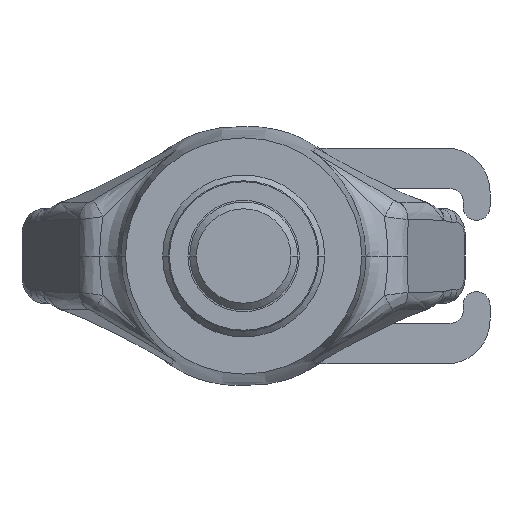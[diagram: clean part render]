
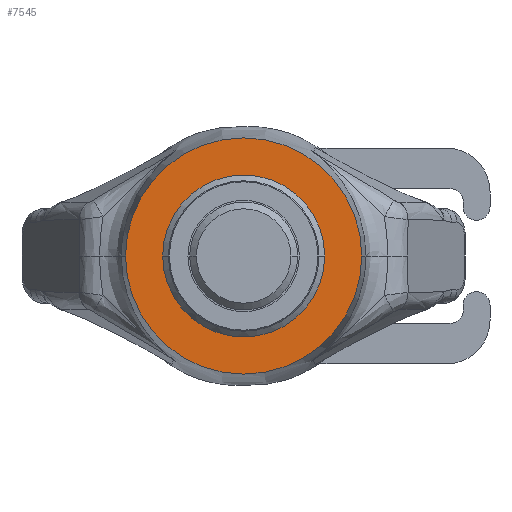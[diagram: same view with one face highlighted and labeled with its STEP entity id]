
A CAD part, front view. The second image highlights one B-rep face of the part: STEP entity #7545.
In plain terms, the highlighted planar face has unit normal (0, -1, 0).
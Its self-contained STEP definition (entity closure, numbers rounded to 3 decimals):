
#2=CARTESIAN_POINT('',(0.,-31.5,0.));
#3=DIRECTION('',(0.,-1.,0.));
#4=DIRECTION('',(-1.,0.,0.));
#5=AXIS2_PLACEMENT_3D('',#2,#3,#4);
#7=CARTESIAN_POINT('',(0.,-31.5,0.));
#8=DIRECTION('',(0.,-1.,0.));
#9=DIRECTION('',(1.,0.,0.));
#10=AXIS2_PLACEMENT_3D('',#7,#8,#9);
#121=CARTESIAN_POINT('',(0.,-31.5,0.));
#122=DIRECTION('',(0.,-1.,0.));
#123=DIRECTION('',(1.,0.,0.));
#124=AXIS2_PLACEMENT_3D('',#121,#122,#123);
#516=CARTESIAN_POINT('',(0.,-31.5,0.));
#517=DIRECTION('',(0.,1.,0.));
#518=DIRECTION('',(1.,0.,0.));
#519=AXIS2_PLACEMENT_3D('',#516,#517,#518);
#6065=CARTESIAN_POINT('',(17.5,-31.5,0.));
#6066=CARTESIAN_POINT('',(-17.5,-31.5,0.));
#6067=VERTEX_POINT('',#6065);
#6068=VERTEX_POINT('',#6066);
#6095=CARTESIAN_POINT('',(-12.,-31.5,0.));
#6096=CARTESIAN_POINT('',(12.,-31.5,0.));
#6097=VERTEX_POINT('',#6095);
#6098=VERTEX_POINT('',#6096);
#7528=CARTESIAN_POINT('',(0.,-31.5,0.));
#7529=DIRECTION('',(0.,-1.,0.));
#7530=DIRECTION('',(-1.,0.,0.));
#7531=AXIS2_PLACEMENT_3D('',#7528,#7529,#7530);
#7532=PLANE('',#7531);
#7534=ORIENTED_EDGE('',*,*,#7533,.F.);
#7536=ORIENTED_EDGE('',*,*,#7535,.T.);
#7537=EDGE_LOOP('',(#7534,#7536));
#7538=FACE_OUTER_BOUND('',#7537,.F.);
#7540=ORIENTED_EDGE('',*,*,#7539,.T.);
#7542=ORIENTED_EDGE('',*,*,#7541,.T.);
#7543=EDGE_LOOP('',(#7540,#7542));
#7544=FACE_BOUND('',#7543,.F.);
#7545=ADVANCED_FACE('',(#7538,#7544),#7532,.T.);
#6=CIRCLE('',#5,12.);
#11=CIRCLE('',#10,12.);
#125=CIRCLE('',#124,17.5);
#520=CIRCLE('',#519,17.5);
#7533=EDGE_CURVE('',#6067,#6068,#125,.T.);
#7535=EDGE_CURVE('',#6067,#6068,#520,.T.);
#7539=EDGE_CURVE('',#6097,#6098,#6,.T.);
#7541=EDGE_CURVE('',#6098,#6097,#11,.T.);
